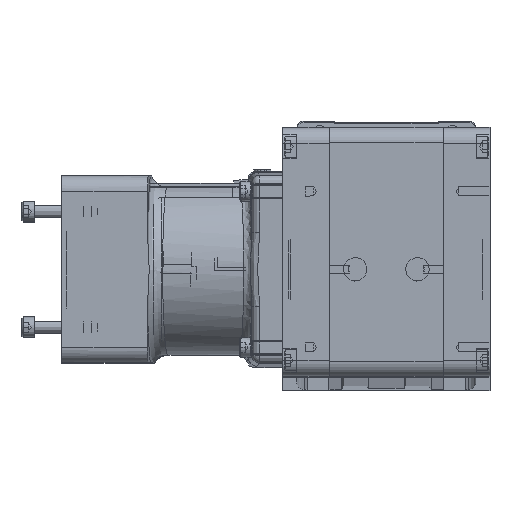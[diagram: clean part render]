
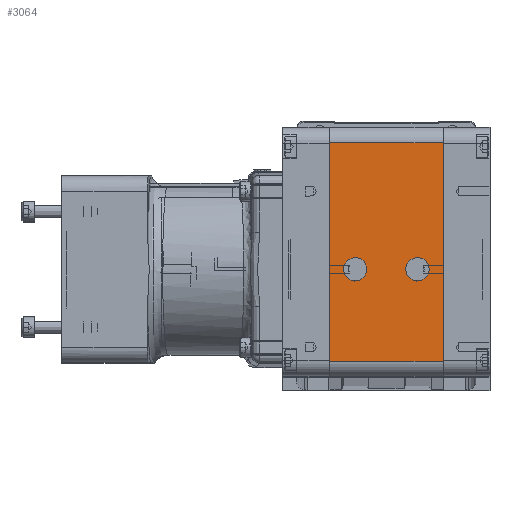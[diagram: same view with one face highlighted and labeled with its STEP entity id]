
A CAD part, top view. The second image highlights one B-rep face of the part: STEP entity #3064.
In plain terms, the highlighted planar face has unit normal (0, 0, 1).
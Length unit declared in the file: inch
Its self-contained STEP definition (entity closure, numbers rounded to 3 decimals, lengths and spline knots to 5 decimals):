
#539 = VERTEX_POINT ( 'NONE', #46990 ) ;
#2404 = ORIENTED_EDGE ( 'NONE', *, *, #33687, .T. ) ;
#2573 = DIRECTION ( 'NONE',  ( 0., 0., 1. ) ) ;
#2791 = ORIENTED_EDGE ( 'NONE', *, *, #51516, .T. ) ;
#2853 = ORIENTED_EDGE ( 'NONE', *, *, #5981, .F. ) ;
#3064 = ADVANCED_FACE ( 'NONE', ( #24771, #31665, #52700 ), #53212, .F. ) ;
#5981 = EDGE_CURVE ( 'NONE', #48326, #31409, #50099, .T. ) ;
#6387 = CARTESIAN_POINT ( 'NONE',  ( 0.5, 0., 1.75 ) ) ;
#7148 = DIRECTION ( 'NONE',  ( 1., 0., 0. ) ) ;
#7922 = CARTESIAN_POINT ( 'NONE',  ( -0.9125, 2.029, 1.75 ) ) ;
#9302 = EDGE_CURVE ( 'NONE', #48326, #539, #41514, .T. ) ;
#11468 = CARTESIAN_POINT ( 'NONE',  ( -0.5, 0., 1.75 ) ) ;
#11972 = VECTOR ( 'NONE', #12245, 39.37008 ) ;
#12245 = DIRECTION ( 'NONE',  ( -1., 0., 0. ) ) ;
#12340 = CARTESIAN_POINT ( 'NONE',  ( -0.9125, -1.471, 1.75 ) ) ;
#13148 = CARTESIAN_POINT ( 'NONE',  ( -0.9125, -1.72104, 1.75 ) ) ;
#14220 = DIRECTION ( 'NONE',  ( 0., 0., 1. ) ) ;
#16177 = AXIS2_PLACEMENT_3D ( 'NONE', #6387, #14220, #22843 ) ;
#17021 = AXIS2_PLACEMENT_3D ( 'NONE', #11468, #2573, #7148 ) ;
#18733 = EDGE_LOOP ( 'NONE', ( #35498 ) ) ;
#20875 = LINE ( 'NONE', #32751, #47918 ) ;
#20904 = CARTESIAN_POINT ( 'NONE',  ( 1.6625, -1.721, 1.75 ) ) ;
#22843 = DIRECTION ( 'NONE',  ( 1., 0., 0. ) ) ;
#24415 = DIRECTION ( 'NONE',  ( -1., 0., 0. ) ) ;
#24771 = FACE_BOUND ( 'NONE', #18733, .T. ) ;
#25965 = VECTOR ( 'NONE', #40977, 39.37008 ) ;
#27361 = CIRCLE ( 'NONE', #16177, 0.1876 ) ;
#28717 = CARTESIAN_POINT ( 'NONE',  ( 0.6876, 0., 1.75 ) ) ;
#29101 = CARTESIAN_POINT ( 'NONE',  ( 0.9125, -1.471, 1.75 ) ) ;
#29657 = VECTOR ( 'NONE', #42291, 39.37008 ) ;
#31409 = VERTEX_POINT ( 'NONE', #49912 ) ;
#31665 = FACE_OUTER_BOUND ( 'NONE', #51934, .T. ) ;
#31779 = ORIENTED_EDGE ( 'NONE', *, *, #45875, .F. ) ;
#31971 = VERTEX_POINT ( 'NONE', #28717 ) ;
#32027 = AXIS2_PLACEMENT_3D ( 'NONE', #20904, #45178, #24415 ) ;
#32462 = EDGE_LOOP ( 'NONE', ( #31779 ) ) ;
#32751 = CARTESIAN_POINT ( 'NONE',  ( 0.9125, -1.72104, 1.75 ) ) ;
#33687 = EDGE_CURVE ( 'NONE', #37481, #31409, #40061, .T. ) ;
#35498 = ORIENTED_EDGE ( 'NONE', *, *, #44410, .F. ) ;
#37481 = VERTEX_POINT ( 'NONE', #50450 ) ;
#40061 = LINE ( 'NONE', #7922, #11972 ) ;
#40299 = CIRCLE ( 'NONE', #17021, 0.1876 ) ;
#40977 = DIRECTION ( 'NONE',  ( 1., 0., 0. ) ) ;
#41120 = CARTESIAN_POINT ( 'NONE',  ( -0.3124, 0., 1.75 ) ) ;
#41514 = LINE ( 'NONE', #29101, #25965 ) ;
#41839 = ORIENTED_EDGE ( 'NONE', *, *, #9302, .T. ) ;
#42291 = DIRECTION ( 'NONE',  ( 0., 1., 0. ) ) ;
#44410 = EDGE_CURVE ( 'NONE', #31971, #31971, #27361, .T. ) ;
#44631 = VERTEX_POINT ( 'NONE', #41120 ) ;
#45178 = DIRECTION ( 'NONE',  ( 0., 0., -1. ) ) ;
#45875 = EDGE_CURVE ( 'NONE', #44631, #44631, #40299, .T. ) ;
#46990 = CARTESIAN_POINT ( 'NONE',  ( 0.9125, -1.471, 1.75 ) ) ;
#47918 = VECTOR ( 'NONE', #49187, 39.37008 ) ;
#48326 = VERTEX_POINT ( 'NONE', #12340 ) ;
#49187 = DIRECTION ( 'NONE',  ( 0., 1., 0. ) ) ;
#49912 = CARTESIAN_POINT ( 'NONE',  ( -0.9125, 2.029, 1.75 ) ) ;
#50099 = LINE ( 'NONE', #13148, #29657 ) ;
#50450 = CARTESIAN_POINT ( 'NONE',  ( 0.9125, 2.029, 1.75 ) ) ;
#51516 = EDGE_CURVE ( 'NONE', #539, #37481, #20875, .T. ) ;
#51934 = EDGE_LOOP ( 'NONE', ( #2853, #41839, #2791, #2404 ) ) ;
#52700 = FACE_BOUND ( 'NONE', #32462, .T. ) ;
#53212 = PLANE ( 'NONE',  #32027 ) ;
